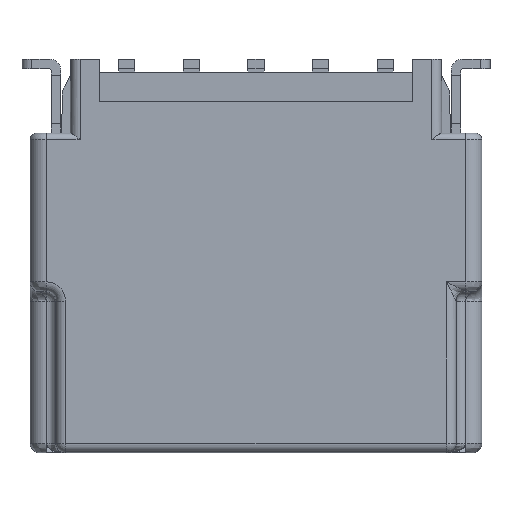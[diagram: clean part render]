
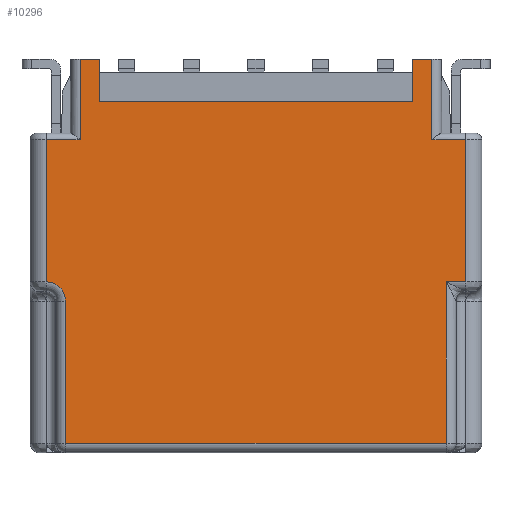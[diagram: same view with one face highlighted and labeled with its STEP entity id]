
A CAD part, front view. The second image highlights one B-rep face of the part: STEP entity #10296.
In plain terms, the highlighted planar face has unit normal (0, -1, 0).
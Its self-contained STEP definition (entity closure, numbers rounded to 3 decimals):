
#146=DIRECTION('',(0.,0.,1.));
#147=VECTOR('',#146,5.);
#148=CARTESIAN_POINT('',(5.9,-3.55,-9.1));
#149=LINE('',#148,#147);
#168=CARTESIAN_POINT('',(-6.5,-3.55,-4.7));
#169=DIRECTION('',(0.,-1.,0.));
#170=DIRECTION('',(1.,0.,0.));
#171=AXIS2_PLACEMENT_3D('',#168,#169,#170);
#173=DIRECTION('',(1.,0.,0.));
#174=VECTOR('',#173,0.6);
#175=CARTESIAN_POINT('',(-5.45,-3.55,2.8));
#176=LINE('',#175,#174);
#177=DIRECTION('',(1.,0.,0.));
#178=VECTOR('',#177,9.7);
#179=CARTESIAN_POINT('',(-4.85,-3.55,1.5));
#180=LINE('',#179,#178);
#181=DIRECTION('',(0.,0.,1.));
#182=VECTOR('',#181,1.3);
#183=CARTESIAN_POINT('',(4.85,-3.55,1.5));
#184=LINE('',#183,#182);
#185=DIRECTION('',(1.,0.,0.));
#186=VECTOR('',#185,0.6);
#187=CARTESIAN_POINT('',(4.85,-3.55,2.8));
#188=LINE('',#187,#186);
#189=DIRECTION('',(0.,0.,-1.));
#190=VECTOR('',#189,4.4);
#191=CARTESIAN_POINT('',(-5.9,-3.55,-4.7));
#192=LINE('',#191,#190);
#216=DIRECTION('',(1.,0.,0.));
#217=VECTOR('',#216,11.8);
#218=CARTESIAN_POINT('',(-5.9,-3.55,-9.1));
#219=LINE('',#218,#217);
#668=DIRECTION('',(0.,0.,1.));
#669=VECTOR('',#668,2.5);
#670=CARTESIAN_POINT('',(5.45,-3.55,0.3));
#671=LINE('',#670,#669);
#1047=DIRECTION('',(1.,0.,0.));
#1048=VECTOR('',#1047,0.6);
#1049=CARTESIAN_POINT('',(5.9,-3.55,-4.1));
#1050=LINE('',#1049,#1048);
#1056=DIRECTION('',(0.,0.,1.));
#1057=VECTOR('',#1056,4.4);
#1058=CARTESIAN_POINT('',(6.5,-3.55,-4.1));
#1059=LINE('',#1058,#1057);
#1079=DIRECTION('',(-1.,0.,0.));
#1080=VECTOR('',#1079,1.05);
#1081=CARTESIAN_POINT('',(6.5,-3.55,0.3));
#1082=LINE('',#1081,#1080);
#1848=DIRECTION('',(0.,0.,1.));
#1849=VECTOR('',#1848,1.3);
#1850=CARTESIAN_POINT('',(-4.85,-3.55,1.5));
#1851=LINE('',#1850,#1849);
#1964=DIRECTION('',(0.,0.,-1.));
#1965=VECTOR('',#1964,2.5);
#1966=CARTESIAN_POINT('',(-5.45,-3.55,2.8));
#1967=LINE('',#1966,#1965);
#2018=DIRECTION('',(-1.,0.,0.));
#2019=VECTOR('',#2018,1.05);
#2020=CARTESIAN_POINT('',(-5.45,-3.55,0.3));
#2021=LINE('',#2020,#2019);
#2069=DIRECTION('',(0.,0.,-1.));
#2070=VECTOR('',#2069,4.4);
#2071=CARTESIAN_POINT('',(-6.5,-3.55,0.3));
#2072=LINE('',#2071,#2070);
#8078=CARTESIAN_POINT('',(5.9,-3.55,-9.1));
#8079=VERTEX_POINT('',#8078);
#8080=CARTESIAN_POINT('',(5.9,-3.55,-4.1));
#8081=VERTEX_POINT('',#8080);
#8083=CARTESIAN_POINT('',(-5.9,-3.55,-4.7));
#8084=CARTESIAN_POINT('',(-5.9,-3.55,-9.1));
#8085=VERTEX_POINT('',#8083);
#8086=VERTEX_POINT('',#8084);
#8087=CARTESIAN_POINT('',(-6.5,-3.55,-4.1));
#8088=VERTEX_POINT('',#8087);
#8089=CARTESIAN_POINT('',(-6.5,-3.55,0.3));
#8090=VERTEX_POINT('',#8089);
#8091=CARTESIAN_POINT('',(-5.45,-3.55,0.3));
#8092=VERTEX_POINT('',#8091);
#8093=CARTESIAN_POINT('',(-5.45,-3.55,2.8));
#8094=VERTEX_POINT('',#8093);
#8095=CARTESIAN_POINT('',(-4.85,-3.55,2.8));
#8096=VERTEX_POINT('',#8095);
#8097=CARTESIAN_POINT('',(-4.85,-3.55,1.5));
#8098=VERTEX_POINT('',#8097);
#8099=CARTESIAN_POINT('',(4.85,-3.55,1.5));
#8100=VERTEX_POINT('',#8099);
#8101=CARTESIAN_POINT('',(4.85,-3.55,2.8));
#8102=VERTEX_POINT('',#8101);
#8103=CARTESIAN_POINT('',(5.45,-3.55,2.8));
#8104=VERTEX_POINT('',#8103);
#8105=CARTESIAN_POINT('',(5.45,-3.55,0.3));
#8106=VERTEX_POINT('',#8105);
#8107=CARTESIAN_POINT('',(6.5,-3.55,0.3));
#8108=VERTEX_POINT('',#8107);
#8109=CARTESIAN_POINT('',(6.5,-3.55,-4.1));
#8110=VERTEX_POINT('',#8109);
#10258=CARTESIAN_POINT('',(-6.05,-3.55,0.));
#10259=DIRECTION('',(0.,-1.,0.));
#10260=DIRECTION('',(1.,0.,0.));
#10261=AXIS2_PLACEMENT_3D('',#10258,#10259,#10260);
#10262=PLANE('',#10261);
#10264=ORIENTED_EDGE('',*,*,#10263,.F.);
#10266=ORIENTED_EDGE('',*,*,#10265,.T.);
#10268=ORIENTED_EDGE('',*,*,#10267,.F.);
#10270=ORIENTED_EDGE('',*,*,#10269,.F.);
#10272=ORIENTED_EDGE('',*,*,#10271,.F.);
#10274=ORIENTED_EDGE('',*,*,#10273,.T.);
#10276=ORIENTED_EDGE('',*,*,#10275,.F.);
#10278=ORIENTED_EDGE('',*,*,#10277,.T.);
#10280=ORIENTED_EDGE('',*,*,#10279,.T.);
#10282=ORIENTED_EDGE('',*,*,#10281,.T.);
#10284=ORIENTED_EDGE('',*,*,#10283,.F.);
#10286=ORIENTED_EDGE('',*,*,#10285,.F.);
#10288=ORIENTED_EDGE('',*,*,#10287,.F.);
#10290=ORIENTED_EDGE('',*,*,#10289,.F.);
#10291=ORIENTED_EDGE('',*,*,#10248,.F.);
#10293=ORIENTED_EDGE('',*,*,#10292,.F.);
#10294=EDGE_LOOP('',(#10264,#10266,#10268,#10270,#10272,#10274,#10276,#10278,
#10280,#10282,#10284,#10286,#10288,#10290,#10291,#10293));
#10295=FACE_OUTER_BOUND('',#10294,.F.);
#10296=ADVANCED_FACE('',(#10295),#10262,.T.);
#172=CIRCLE('',#171,0.6);
#10248=EDGE_CURVE('',#8079,#8081,#149,.T.);
#10263=EDGE_CURVE('',#8085,#8086,#192,.T.);
#10265=EDGE_CURVE('',#8085,#8088,#172,.T.);
#10267=EDGE_CURVE('',#8090,#8088,#2072,.T.);
#10269=EDGE_CURVE('',#8092,#8090,#2021,.T.);
#10271=EDGE_CURVE('',#8094,#8092,#1967,.T.);
#10273=EDGE_CURVE('',#8094,#8096,#176,.T.);
#10275=EDGE_CURVE('',#8098,#8096,#1851,.T.);
#10277=EDGE_CURVE('',#8098,#8100,#180,.T.);
#10279=EDGE_CURVE('',#8100,#8102,#184,.T.);
#10281=EDGE_CURVE('',#8102,#8104,#188,.T.);
#10283=EDGE_CURVE('',#8106,#8104,#671,.T.);
#10285=EDGE_CURVE('',#8108,#8106,#1082,.T.);
#10287=EDGE_CURVE('',#8110,#8108,#1059,.T.);
#10289=EDGE_CURVE('',#8081,#8110,#1050,.T.);
#10292=EDGE_CURVE('',#8086,#8079,#219,.T.);
